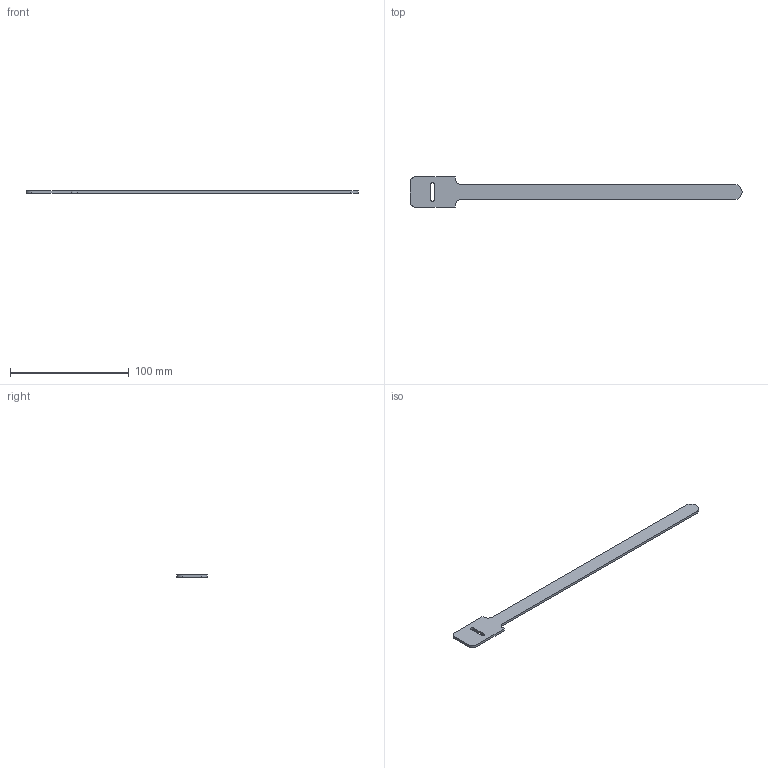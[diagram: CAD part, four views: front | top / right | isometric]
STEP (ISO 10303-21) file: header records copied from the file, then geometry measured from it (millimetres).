
FILE_DESCRIPTION((''),'2;1');
FILE_NAME('459281_ASM','2013-04-17T',('rgrant'),('CRENLO Cab Products, Inc'),'PRO/ENGINEER BY PARAMETRIC TECHNOLOGY CORPORATION, 2010280','PRO/ENGINEER BY PARAMETRIC TECHNOLOGY CORPORATION, 2010280','');
FILE_SCHEMA(('AUTOMOTIVE_DESIGN_CC2 { 1 2 10303 214 -1 1 5 2 }'));
Length unit declared in the file: inch
Products named in the file (3): 443302; 009895; 459281_ASM
Assembly tree (3 placements, depth 2):
  459281_ASM
    443302
    009895  x2
Bounding box: 279.4 x 25.4 x 2.03 mm (x, y, z)
Volume: 8064.9 mm3; surface area: 9219.7 mm2
Topology: 1 solids, 1 shells, 18 faces, 48 edges, 32 vertices
Faces by surface type: plane 11, cylinder 7
Entity records: 653 total; most frequent: DIRECTION 110, CARTESIAN_POINT 104, ORIENTED_EDGE 96, EDGE_CURVE 48, AXIS2_PLACEMENT_3D 38, VECTOR 34, LINE 34, VERTEX_POINT 32
